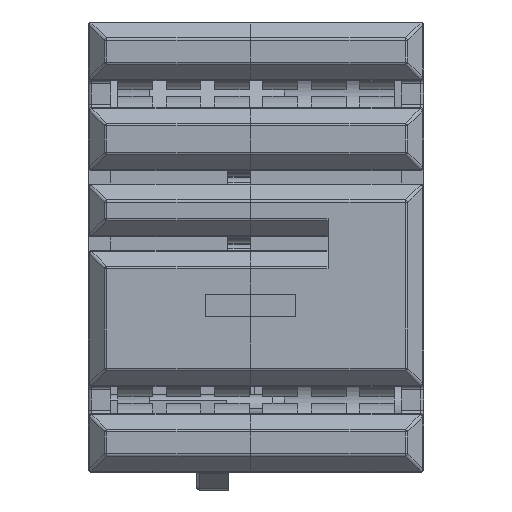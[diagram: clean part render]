
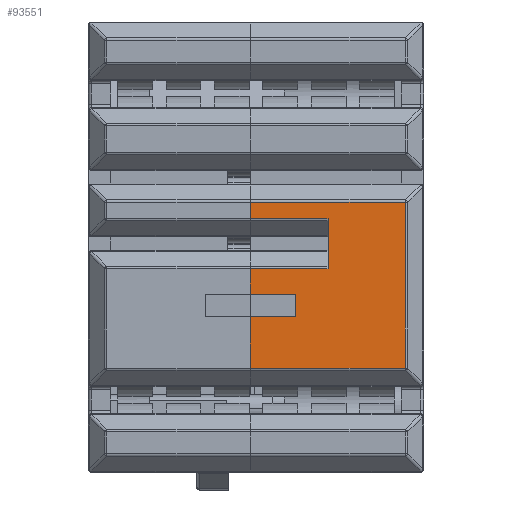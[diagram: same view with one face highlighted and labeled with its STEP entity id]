
A CAD part, front view. The second image highlights one B-rep face of the part: STEP entity #93551.
In plain terms, the highlighted planar face has unit normal (0, -1, 0).
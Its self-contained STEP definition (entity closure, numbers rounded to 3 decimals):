
#81111=DIRECTION('',(0.,0.,1.));
#81112=VECTOR('',#81111,4.576);
#81113=CARTESIAN_POINT('',(14.4,-112.,-10.776));
#81114=LINE('',#81113,#81112);
#81115=DIRECTION('',(1.,0.,0.));
#81116=VECTOR('',#81115,4.);
#81117=CARTESIAN_POINT('',(14.4,-112.,-6.2));
#81118=LINE('',#81117,#81116);
#81119=DIRECTION('',(0.,0.,1.));
#81120=VECTOR('',#81119,2.276);
#81121=CARTESIAN_POINT('',(14.4,-112.,-4.2));
#81122=LINE('',#81121,#81120);
#81123=DIRECTION('',(0.,0.,1.));
#81124=VECTOR('',#81123,1.451);
#81125=CARTESIAN_POINT('',(14.4,-112.,2.524));
#81126=LINE('',#81125,#81124);
#81127=DIRECTION('',(0.,0.,1.));
#81128=VECTOR('',#81127,14.751);
#81129=CARTESIAN_POINT('',(28.176,-112.,-10.776));
#81130=LINE('',#81129,#81128);
#81150=DIRECTION('',(-1.,0.,0.));
#81151=VECTOR('',#81150,13.776);
#81152=CARTESIAN_POINT('',(28.176,-112.,3.976));
#81153=LINE('',#81152,#81151);
#81368=DIRECTION('',(1.,0.,0.));
#81369=VECTOR('',#81368,6.9);
#81370=CARTESIAN_POINT('',(14.4,-112.,2.524));
#81371=LINE('',#81370,#81369);
#81395=DIRECTION('',(0.,0.,-1.));
#81396=VECTOR('',#81395,4.449);
#81397=CARTESIAN_POINT('',(21.3,-112.,2.524));
#81398=LINE('',#81397,#81396);
#84277=DIRECTION('',(1.,0.,0.));
#84278=VECTOR('',#84277,13.776);
#84279=CARTESIAN_POINT('',(14.4,-112.,-10.776));
#84280=LINE('',#84279,#84278);
#88758=DIRECTION('',(-1.,0.,0.));
#88759=VECTOR('',#88758,6.9);
#88760=CARTESIAN_POINT('',(21.3,-112.,-1.924));
#88761=LINE('',#88760,#88759);
#88762=DIRECTION('',(0.,0.,-1.));
#88763=VECTOR('',#88762,2.);
#88764=CARTESIAN_POINT('',(18.4,-112.,-4.2));
#88765=LINE('',#88764,#88763);
#88766=DIRECTION('',(1.,0.,0.));
#88767=VECTOR('',#88766,4.);
#88768=CARTESIAN_POINT('',(14.4,-112.,-4.2));
#88769=LINE('',#88768,#88767);
#89530=CARTESIAN_POINT('',(14.4,-112.,-1.924));
#89531=VERTEX_POINT('',#89530);
#89532=CARTESIAN_POINT('',(14.4,-112.,-4.2));
#89533=VERTEX_POINT('',#89532);
#89789=CARTESIAN_POINT('',(14.4,-112.,-6.2));
#89790=VERTEX_POINT('',#89789);
#89791=CARTESIAN_POINT('',(14.4,-112.,-10.776));
#89792=VERTEX_POINT('',#89791);
#89801=CARTESIAN_POINT('',(18.4,-112.,-6.2));
#89802=VERTEX_POINT('',#89801);
#89803=CARTESIAN_POINT('',(28.176,-112.,-10.776));
#89804=CARTESIAN_POINT('',(28.176,-112.,3.976));
#89805=VERTEX_POINT('',#89803);
#89806=VERTEX_POINT('',#89804);
#89807=CARTESIAN_POINT('',(18.4,-112.,-4.2));
#89808=VERTEX_POINT('',#89807);
#89809=CARTESIAN_POINT('',(21.3,-112.,-1.924));
#89810=VERTEX_POINT('',#89809);
#89811=CARTESIAN_POINT('',(21.3,-112.,2.524));
#89812=VERTEX_POINT('',#89811);
#89813=CARTESIAN_POINT('',(14.4,-112.,2.524));
#89814=VERTEX_POINT('',#89813);
#89815=CARTESIAN_POINT('',(14.4,-112.,3.976));
#89816=VERTEX_POINT('',#89815);
#93523=CARTESIAN_POINT('',(29.8,-112.,-20.));
#93524=DIRECTION('',(0.,-1.,0.));
#93525=DIRECTION('',(0.,0.,1.));
#93526=AXIS2_PLACEMENT_3D('',#93523,#93524,#93525);
#93527=PLANE('',#93526);
#93529=ORIENTED_EDGE('',*,*,#93528,.F.);
#93531=ORIENTED_EDGE('',*,*,#93530,.F.);
#93532=ORIENTED_EDGE('',*,*,#93480,.T.);
#93533=ORIENTED_EDGE('',*,*,#93507,.T.);
#93535=ORIENTED_EDGE('',*,*,#93534,.F.);
#93537=ORIENTED_EDGE('',*,*,#93536,.F.);
#93538=ORIENTED_EDGE('',*,*,#92398,.T.);
#93540=ORIENTED_EDGE('',*,*,#93539,.F.);
#93542=ORIENTED_EDGE('',*,*,#93541,.F.);
#93544=ORIENTED_EDGE('',*,*,#93543,.F.);
#93546=ORIENTED_EDGE('',*,*,#93545,.T.);
#93548=ORIENTED_EDGE('',*,*,#93547,.F.);
#93549=EDGE_LOOP('',(#93529,#93531,#93532,#93533,#93535,#93537,#93538,#93540,
#93542,#93544,#93546,#93548));
#93550=FACE_OUTER_BOUND('',#93549,.F.);
#93551=ADVANCED_FACE('',(#93550),#93527,.T.);
#92398=EDGE_CURVE('',#89533,#89531,#81122,.T.);
#93480=EDGE_CURVE('',#89792,#89790,#81114,.T.);
#93507=EDGE_CURVE('',#89790,#89802,#81118,.T.);
#93528=EDGE_CURVE('',#89805,#89806,#81130,.T.);
#93530=EDGE_CURVE('',#89792,#89805,#84280,.T.);
#93534=EDGE_CURVE('',#89808,#89802,#88765,.T.);
#93536=EDGE_CURVE('',#89533,#89808,#88769,.T.);
#93539=EDGE_CURVE('',#89810,#89531,#88761,.T.);
#93541=EDGE_CURVE('',#89812,#89810,#81398,.T.);
#93543=EDGE_CURVE('',#89814,#89812,#81371,.T.);
#93545=EDGE_CURVE('',#89814,#89816,#81126,.T.);
#93547=EDGE_CURVE('',#89806,#89816,#81153,.T.);
